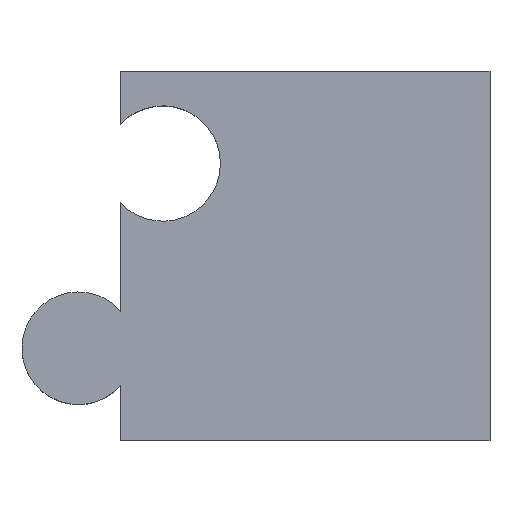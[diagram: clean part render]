
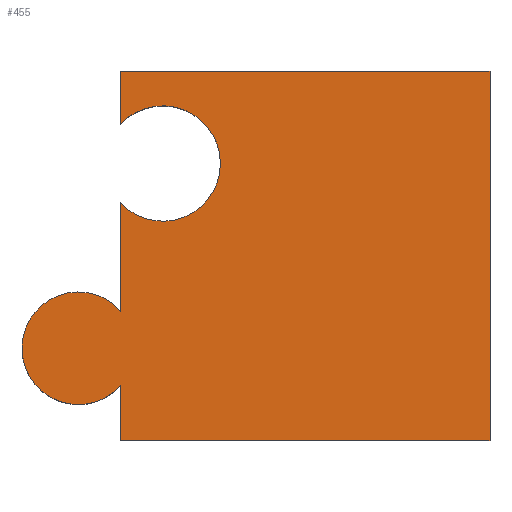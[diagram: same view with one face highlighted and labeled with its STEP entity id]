
A CAD part, top view. The second image highlights one B-rep face of the part: STEP entity #455.
In plain terms, the highlighted planar face has unit normal (0, 0, 1).
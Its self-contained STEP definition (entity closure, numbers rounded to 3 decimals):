
#39=PLANE('',#498);
#64=FACE_OUTER_BOUND('',#92,.T.);
#92=EDGE_LOOP('',(#418,#419,#420,#421,#422,#423,#424,#425));
#98=LINE('',#631,#154);
#99=LINE('',#634,#155);
#119=LINE('',#678,#175);
#146=LINE('',#734,#202);
#148=LINE('',#738,#204);
#149=LINE('',#740,#205);
#154=VECTOR('',#514,10.);
#155=VECTOR('',#517,10.);
#175=VECTOR('',#547,10.);
#202=VECTOR('',#606,10.);
#204=VECTOR('',#610,10.);
#205=VECTOR('',#613,10.);
#206=CIRCLE('',#472,4.);
#208=CIRCLE('',#477,4.1);
#210=VERTEX_POINT('',#618);
#211=VERTEX_POINT('',#619);
#215=VERTEX_POINT('',#629);
#216=VERTEX_POINT('',#633);
#218=VERTEX_POINT('',#639);
#235=VERTEX_POINT('',#677);
#248=VERTEX_POINT('',#732);
#249=VERTEX_POINT('',#736);
#250=EDGE_CURVE('',#210,#211,#206,.T.);
#256=EDGE_CURVE('',#215,#210,#98,.T.);
#257=EDGE_CURVE('',#211,#216,#99,.T.);
#260=EDGE_CURVE('',#218,#216,#208,.T.);
#279=EDGE_CURVE('',#218,#235,#119,.T.);
#306=EDGE_CURVE('',#248,#215,#146,.T.);
#308=EDGE_CURVE('',#248,#249,#148,.T.);
#309=EDGE_CURVE('',#235,#249,#149,.T.);
#418=ORIENTED_EDGE('',*,*,#260,.T.);
#419=ORIENTED_EDGE('',*,*,#257,.F.);
#420=ORIENTED_EDGE('',*,*,#250,.F.);
#421=ORIENTED_EDGE('',*,*,#256,.F.);
#422=ORIENTED_EDGE('',*,*,#306,.F.);
#423=ORIENTED_EDGE('',*,*,#308,.T.);
#424=ORIENTED_EDGE('',*,*,#309,.F.);
#425=ORIENTED_EDGE('',*,*,#279,.F.);
#455=ADVANCED_FACE('',(#64),#39,.T.);
#472=AXIS2_PLACEMENT_3D('',#620,#504,#505);
#477=AXIS2_PLACEMENT_3D('',#640,#522,#523);
#498=AXIS2_PLACEMENT_3D('',#739,#611,#612);
#504=DIRECTION('center_axis',(0.,0.,-1.));
#505=DIRECTION('ref_axis',(-1.,0.,0.));
#514=DIRECTION('',(0.,1.,0.));
#517=DIRECTION('',(0.,1.,0.));
#522=DIRECTION('center_axis',(0.,0.,-1.));
#523=DIRECTION('ref_axis',(-1.,0.,0.));
#547=DIRECTION('',(0.,1.,0.));
#606=DIRECTION('',(-1.,0.,0.));
#610=DIRECTION('',(0.,1.,0.));
#611=DIRECTION('center_axis',(0.,0.,1.));
#612=DIRECTION('ref_axis',(1.,0.,0.));
#613=DIRECTION('',(1.,0.,0.));
#618=CARTESIAN_POINT('',(0.,-9.208,53.));
#619=CARTESIAN_POINT('',(0.,-3.917,53.));
#620=CARTESIAN_POINT('Origin',(-3.,-6.563,53.));
#629=CARTESIAN_POINT('',(0.,-13.125,53.));
#631=CARTESIAN_POINT('',(0.,0.,53.));
#633=CARTESIAN_POINT('',(0.,3.768,53.));
#634=CARTESIAN_POINT('',(0.,0.,53.));
#639=CARTESIAN_POINT('',(0.,9.357,53.));
#640=CARTESIAN_POINT('Origin',(3.,6.563,53.));
#677=CARTESIAN_POINT('',(0.,13.125,53.));
#678=CARTESIAN_POINT('',(0.,0.,53.));
#732=CARTESIAN_POINT('',(26.25,-13.125,53.));
#734=CARTESIAN_POINT('',(26.25,-13.125,53.));
#736=CARTESIAN_POINT('',(26.25,13.125,53.));
#738=CARTESIAN_POINT('',(26.25,0.,53.));
#739=CARTESIAN_POINT('Origin',(0.,0.,53.));
#740=CARTESIAN_POINT('',(26.25,13.125,53.));
